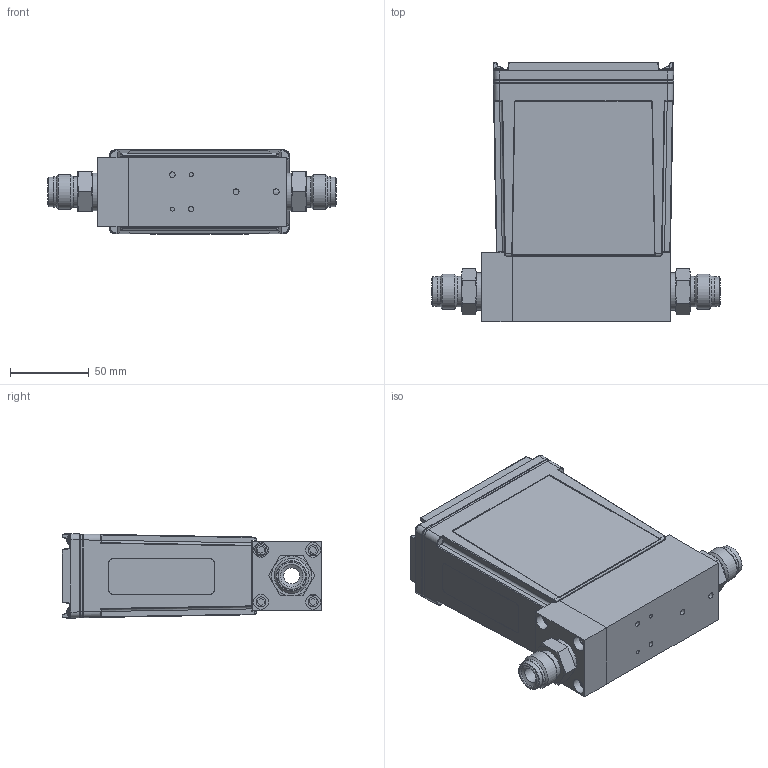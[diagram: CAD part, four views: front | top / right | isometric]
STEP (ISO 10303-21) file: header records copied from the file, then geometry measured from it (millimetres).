
FILE_DESCRIPTION (( 'STEP AP214' ), '1' );
FILE_NAME ('G250-8VCR-Profibus.STEP', '2016-01-14T15:00:11', ( 'MKS' ), ( 'MKS' ), 'SwSTEP 2.0', 'SolidWorks 2012', '' );
FILE_SCHEMA (( 'AUTOMOTIVE_DESIGN' ));
Length unit declared in the file: inch
Products named in the file (1): G250-8VCR-Profibus
Bounding box: 182.9 x 164.52 x 53.49 mm (x, y, z)
Surface area: 107496.8 mm2 (no closed solid volume)
Topology: 0 solids, 105 shells, 758 faces, 3512 edges, 2767 vertices
Faces by surface type: plane 384, cylinder 233, bspline 92, cone 28, sphere 11, torus 10
Full cylindrical faces by diameter (mm): 0.61 x9, 1.219 x9, 2.261 x4, 2.5 x2, 3.454 x2, 3.797 x2, 4.775 x4, 4.826 x1, 5.944 x7, 6.147 x4, 6.35 x2, 9.525 x4, 10.16 x2, 14.224 x1, 18.796 x2, 19.38 x4, 22.149 x2, 23.876 x2
Entity records: 54463 total; most frequent: CARTESIAN_POINT 19311, ORIENTED_EDGE 4551, DIRECTION 4517, EDGE_CURVE 3395, VERTEX_POINT 2754, LINE 1905, VECTOR 1905, AXIS2_PLACEMENT_3D 1306
